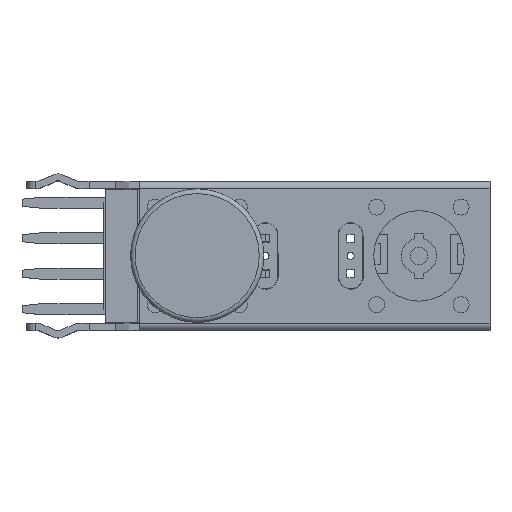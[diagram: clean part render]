
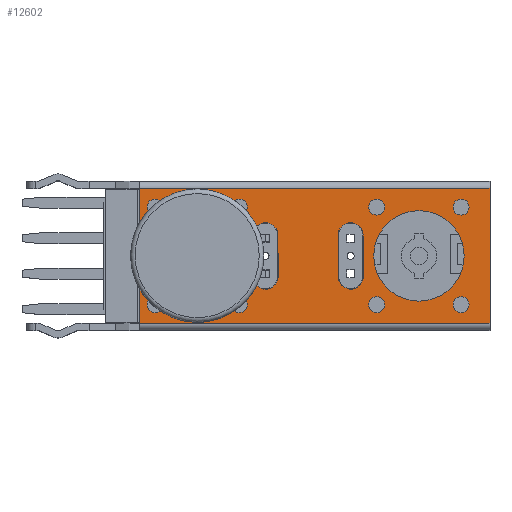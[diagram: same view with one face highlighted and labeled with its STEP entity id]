
A CAD part, top view. The second image highlights one B-rep face of the part: STEP entity #12602.
In plain terms, the highlighted planar face has unit normal (0, 0, 1).
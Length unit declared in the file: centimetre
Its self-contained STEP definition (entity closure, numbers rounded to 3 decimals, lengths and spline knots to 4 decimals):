
#93=FACE_BOUND('',#1659,.T.);
#94=FACE_BOUND('',#1660,.T.);
#95=FACE_BOUND('',#1661,.T.);
#96=FACE_BOUND('',#1662,.T.);
#97=FACE_BOUND('',#1663,.T.);
#98=FACE_BOUND('',#1664,.T.);
#99=FACE_BOUND('',#1665,.T.);
#100=FACE_BOUND('',#1666,.T.);
#101=FACE_BOUND('',#1667,.T.);
#102=FACE_BOUND('',#1668,.T.);
#103=FACE_BOUND('',#1669,.T.);
#104=FACE_BOUND('',#1670,.T.);
#343=PLANE('',#13609);
#956=FACE_OUTER_BOUND('',#1658,.T.);
#1658=EDGE_LOOP('',(#10408,#10409,#10410,#10411));
#1659=EDGE_LOOP('',(#10412,#10413,#10414,#10415));
#1660=EDGE_LOOP('',(#10416,#10417,#10418,#10419));
#1661=EDGE_LOOP('',(#10420));
#1662=EDGE_LOOP('',(#10421));
#1663=EDGE_LOOP('',(#10422));
#1664=EDGE_LOOP('',(#10423));
#1665=EDGE_LOOP('',(#10424));
#1666=EDGE_LOOP('',(#10425));
#1667=EDGE_LOOP('',(#10426));
#1668=EDGE_LOOP('',(#10427));
#1669=EDGE_LOOP('',(#10428));
#1670=EDGE_LOOP('',(#10429));
#2240=CIRCLE('',#13377,0.07);
#2244=CIRCLE('',#13382,0.07);
#2254=CIRCLE('',#13397,0.0712);
#2256=CIRCLE('',#13403,0.0712);
#2303=CIRCLE('',#13489,0.255);
#2304=CIRCLE('',#13491,0.255);
#2345=CIRCLE('',#13610,0.045);
#2346=CIRCLE('',#13611,0.045);
#2347=CIRCLE('',#13612,0.045);
#2348=CIRCLE('',#13613,0.045);
#2349=CIRCLE('',#13614,0.045);
#2350=CIRCLE('',#13615,0.045);
#2351=CIRCLE('',#13616,0.045);
#2352=CIRCLE('',#13617,0.045);
#2897=LINE('',#19218,#4330);
#2902=LINE('',#19232,#4335);
#2905=LINE('',#19238,#4338);
#2906=LINE('',#19241,#4339);
#3093=LINE('',#19716,#4526);
#3095=LINE('',#19724,#4528);
#3185=LINE('',#19969,#4618);
#3186=LINE('',#19972,#4619);
#4330=VECTOR('',#15409,1.);
#4335=VECTOR('',#15424,1.);
#4338=VECTOR('',#15429,1.);
#4339=VECTOR('',#15432,1.);
#4526=VECTOR('',#15851,1.);
#4528=VECTOR('',#15861,1.);
#4618=VECTOR('',#16119,1.);
#4619=VECTOR('',#16124,1.);
#5736=VERTEX_POINT('',#19119);
#5737=VERTEX_POINT('',#19121);
#5744=VERTEX_POINT('',#19136);
#5745=VERTEX_POINT('',#19138);
#5781=VERTEX_POINT('',#19217);
#5784=VERTEX_POINT('',#19225);
#5787=VERTEX_POINT('',#19236);
#5788=VERTEX_POINT('',#19240);
#5955=VERTEX_POINT('',#19662);
#5956=VERTEX_POINT('',#19666);
#5959=VERTEX_POINT('',#19713);
#5960=VERTEX_POINT('',#19715);
#5961=VERTEX_POINT('',#19721);
#5962=VERTEX_POINT('',#19723);
#6034=VERTEX_POINT('',#19975);
#6035=VERTEX_POINT('',#19977);
#6036=VERTEX_POINT('',#19979);
#6037=VERTEX_POINT('',#19981);
#6038=VERTEX_POINT('',#19983);
#6039=VERTEX_POINT('',#19985);
#6040=VERTEX_POINT('',#19987);
#6041=VERTEX_POINT('',#19989);
#7169=EDGE_CURVE('',#5737,#5736,#2240,.T.);
#7177=EDGE_CURVE('',#5745,#5744,#2244,.T.);
#7216=EDGE_CURVE('',#5781,#5737,#2897,.T.);
#7220=EDGE_CURVE('',#5784,#5781,#2254,.T.);
#7224=EDGE_CURVE('',#5736,#5784,#2902,.T.);
#7227=EDGE_CURVE('',#5744,#5787,#2905,.T.);
#7228=EDGE_CURVE('',#5788,#5745,#2906,.T.);
#7231=EDGE_CURVE('',#5787,#5788,#2256,.T.);
#7443=EDGE_CURVE('',#5955,#5955,#2303,.T.);
#7445=EDGE_CURVE('',#5956,#5956,#2304,.T.);
#7467=EDGE_CURVE('',#5959,#5960,#3093,.T.);
#7471=EDGE_CURVE('',#5961,#5962,#3095,.T.);
#7596=EDGE_CURVE('',#5961,#5960,#3185,.T.);
#7597=EDGE_CURVE('',#5959,#5962,#3186,.T.);
#7598=EDGE_CURVE('',#6034,#6034,#2345,.T.);
#7599=EDGE_CURVE('',#6035,#6035,#2346,.T.);
#7600=EDGE_CURVE('',#6036,#6036,#2347,.T.);
#7601=EDGE_CURVE('',#6037,#6037,#2348,.T.);
#7602=EDGE_CURVE('',#6038,#6038,#2349,.T.);
#7603=EDGE_CURVE('',#6039,#6039,#2350,.T.);
#7604=EDGE_CURVE('',#6040,#6040,#2351,.T.);
#7605=EDGE_CURVE('',#6041,#6041,#2352,.T.);
#10408=ORIENTED_EDGE('',*,*,#7596,.T.);
#10409=ORIENTED_EDGE('',*,*,#7467,.F.);
#10410=ORIENTED_EDGE('',*,*,#7597,.T.);
#10411=ORIENTED_EDGE('',*,*,#7471,.F.);
#10412=ORIENTED_EDGE('',*,*,#7224,.T.);
#10413=ORIENTED_EDGE('',*,*,#7220,.T.);
#10414=ORIENTED_EDGE('',*,*,#7216,.T.);
#10415=ORIENTED_EDGE('',*,*,#7169,.T.);
#10416=ORIENTED_EDGE('',*,*,#7228,.T.);
#10417=ORIENTED_EDGE('',*,*,#7177,.T.);
#10418=ORIENTED_EDGE('',*,*,#7227,.T.);
#10419=ORIENTED_EDGE('',*,*,#7231,.T.);
#10420=ORIENTED_EDGE('',*,*,#7443,.T.);
#10421=ORIENTED_EDGE('',*,*,#7598,.F.);
#10422=ORIENTED_EDGE('',*,*,#7599,.F.);
#10423=ORIENTED_EDGE('',*,*,#7600,.F.);
#10424=ORIENTED_EDGE('',*,*,#7601,.F.);
#10425=ORIENTED_EDGE('',*,*,#7602,.F.);
#10426=ORIENTED_EDGE('',*,*,#7603,.F.);
#10427=ORIENTED_EDGE('',*,*,#7604,.F.);
#10428=ORIENTED_EDGE('',*,*,#7605,.F.);
#10429=ORIENTED_EDGE('',*,*,#7445,.T.);
#12602=ADVANCED_FACE('',(#956,#93,#94,#95,#96,#97,#98,#99,#100,#101,#102,
#103,#104),#343,.T.);
#13377=AXIS2_PLACEMENT_3D('',#19122,#15339,#15340);
#13382=AXIS2_PLACEMENT_3D('',#19139,#15353,#15354);
#13397=AXIS2_PLACEMENT_3D('',#19226,#15416,#15417);
#13403=AXIS2_PLACEMENT_3D('',#19246,#15437,#15438);
#13489=AXIS2_PLACEMENT_3D('',#19663,#15774,#15775);
#13491=AXIS2_PLACEMENT_3D('',#19667,#15779,#15780);
#13609=AXIS2_PLACEMENT_3D('',#19974,#16127,#16128);
#13610=AXIS2_PLACEMENT_3D('',#19976,#16129,#16130);
#13611=AXIS2_PLACEMENT_3D('',#19978,#16131,#16132);
#13612=AXIS2_PLACEMENT_3D('',#19980,#16133,#16134);
#13613=AXIS2_PLACEMENT_3D('',#19982,#16135,#16136);
#13614=AXIS2_PLACEMENT_3D('',#19984,#16137,#16138);
#13615=AXIS2_PLACEMENT_3D('',#19986,#16139,#16140);
#13616=AXIS2_PLACEMENT_3D('',#19988,#16141,#16142);
#13617=AXIS2_PLACEMENT_3D('',#19990,#16143,#16144);
#15339=DIRECTION('center_axis',(0.,0.,
-1.));
#15340=DIRECTION('ref_axis',(1.,0.005,0.));
#15353=DIRECTION('center_axis',(0.,0.,
-1.));
#15354=DIRECTION('ref_axis',(1.,0.005,0.));
#15409=DIRECTION('',(-0.005,1.,0.));
#15416=DIRECTION('center_axis',(0.,0.,
-1.));
#15417=DIRECTION('ref_axis',(-0.966,-0.259,0.));
#15424=DIRECTION('',(0.005,-1.,0.));
#15429=DIRECTION('',(0.005,-1.,0.));
#15432=DIRECTION('',(-0.005,1.,0.));
#15437=DIRECTION('center_axis',(0.,0.,
-1.));
#15438=DIRECTION('ref_axis',(-0.966,-0.259,0.));
#15774=DIRECTION('center_axis',(0.,0.,
-1.));
#15775=DIRECTION('ref_axis',(0.,1.,0.));
#15779=DIRECTION('center_axis',(0.,0.,
-1.));
#15780=DIRECTION('ref_axis',(0.,1.,0.));
#15851=DIRECTION('',(0.,1.,0.));
#15861=DIRECTION('',(0.,-1.,0.));
#16119=DIRECTION('',(-1.,0.,0.));
#16124=DIRECTION('',(1.,0.,0.));
#16127=DIRECTION('center_axis',(0.,0.,
1.));
#16128=DIRECTION('ref_axis',(0.,-1.,0.));
#16129=DIRECTION('center_axis',(0.,0.,
1.));
#16130=DIRECTION('ref_axis',(1.,0.,0.));
#16131=DIRECTION('center_axis',(0.,0.,
1.));
#16132=DIRECTION('ref_axis',(1.,0.,0.));
#16133=DIRECTION('center_axis',(0.,0.,
1.));
#16134=DIRECTION('ref_axis',(-1.,0.,0.));
#16135=DIRECTION('center_axis',(0.,0.,
1.));
#16136=DIRECTION('ref_axis',(-1.,0.,0.));
#16137=DIRECTION('center_axis',(0.,0.,
1.));
#16138=DIRECTION('ref_axis',(-1.,0.,0.));
#16139=DIRECTION('center_axis',(0.,0.,
1.));
#16140=DIRECTION('ref_axis',(-1.,0.,0.));
#16141=DIRECTION('center_axis',(0.,0.,
1.));
#16142=DIRECTION('ref_axis',(1.,0.,0.));
#16143=DIRECTION('center_axis',(0.,0.,
1.));
#16144=DIRECTION('ref_axis',(1.,0.,0.));
#19119=CARTESIAN_POINT('',(0.455,0.1179,0.339));
#19121=CARTESIAN_POINT('',(0.315,0.1171,0.339));
#19122=CARTESIAN_POINT('Origin',(0.385,0.1175,0.339));
#19136=CARTESIAN_POINT('',(0.935,0.1179,0.339));
#19138=CARTESIAN_POINT('',(0.795,0.1171,0.339));
#19139=CARTESIAN_POINT('Origin',(0.865,0.1175,0.339));
#19217=CARTESIAN_POINT('',(0.3163,-0.1348,0.339));
#19218=CARTESIAN_POINT('',(0.3153,0.0577,0.339));
#19225=CARTESIAN_POINT('',(0.4562,-0.116,0.339));
#19226=CARTESIAN_POINT('Origin',(0.385,-0.1163,0.339));
#19232=CARTESIAN_POINT('',(0.4559,-0.0585,0.339));
#19236=CARTESIAN_POINT('',(0.9362,-0.116,0.339));
#19238=CARTESIAN_POINT('',(0.9359,-0.0573,0.339));
#19240=CARTESIAN_POINT('',(0.7963,-0.1348,0.339));
#19241=CARTESIAN_POINT('',(0.7953,0.0589,0.339));
#19246=CARTESIAN_POINT('Origin',(0.865,-0.1163,0.339));
#19662=CARTESIAN_POINT('',(0.,-0.255,0.339));
#19663=CARTESIAN_POINT('Origin',(0.,0.,
0.339));
#19666=CARTESIAN_POINT('',(1.25,-0.255,0.339));
#19667=CARTESIAN_POINT('Origin',(1.25,0.,0.339));
#19713=CARTESIAN_POINT('',(-0.3245,-0.3799,0.339));
#19715=CARTESIAN_POINT('',(-0.3245,0.3799,0.339));
#19716=CARTESIAN_POINT('',(-0.3245,-0.42,0.339));
#19721=CARTESIAN_POINT('',(1.6505,0.3799,0.339));
#19723=CARTESIAN_POINT('',(1.6505,-0.3799,0.339));
#19724=CARTESIAN_POINT('',(1.6505,0.42,0.339));
#19969=CARTESIAN_POINT('',(0.1693,0.3799,0.339));
#19972=CARTESIAN_POINT('',(1.1568,-0.3799,0.339));
#19974=CARTESIAN_POINT('Origin',(0.663,0.,0.339));
#19975=CARTESIAN_POINT('',(0.9675,-0.275,0.339));
#19976=CARTESIAN_POINT('Origin',(1.0125,-0.275,0.339));
#19977=CARTESIAN_POINT('',(0.9675,0.275,0.339));
#19978=CARTESIAN_POINT('Origin',(1.0125,0.275,0.339));
#19979=CARTESIAN_POINT('',(0.2825,-0.275,0.339));
#19980=CARTESIAN_POINT('Origin',(0.2375,-0.275,0.339));
#19981=CARTESIAN_POINT('',(0.2825,0.275,0.339));
#19982=CARTESIAN_POINT('Origin',(0.2375,0.275,0.339));
#19983=CARTESIAN_POINT('',(-0.1925,0.275,0.339));
#19984=CARTESIAN_POINT('Origin',(-0.2375,0.275,0.339));
#19985=CARTESIAN_POINT('',(-0.1925,-0.275,0.339));
#19986=CARTESIAN_POINT('Origin',(-0.2375,-0.275,0.339));
#19987=CARTESIAN_POINT('',(1.4425,0.275,0.339));
#19988=CARTESIAN_POINT('Origin',(1.4875,0.275,0.339));
#19989=CARTESIAN_POINT('',(1.4425,-0.275,0.339));
#19990=CARTESIAN_POINT('Origin',(1.4875,-0.275,0.339));
